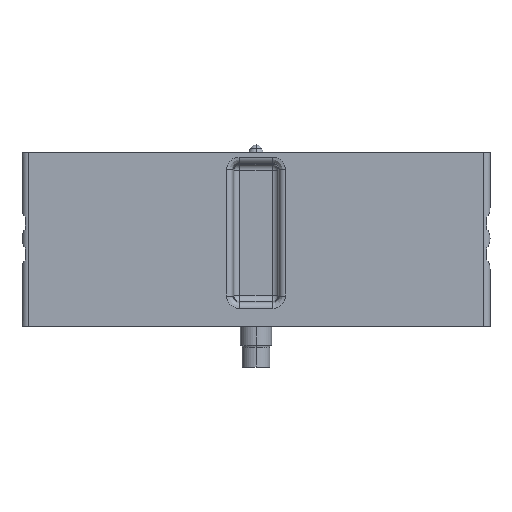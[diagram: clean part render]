
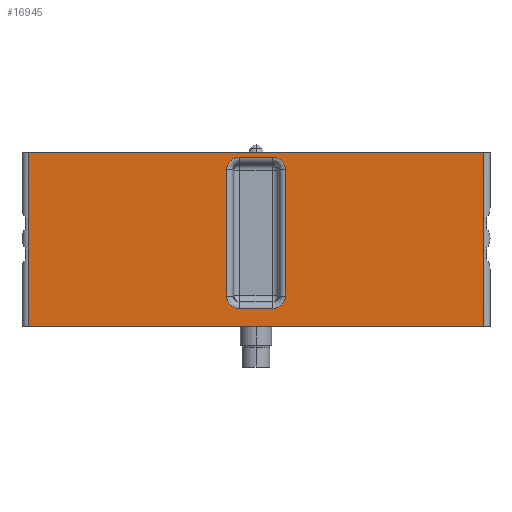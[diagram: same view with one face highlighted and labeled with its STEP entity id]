
A CAD part, front view. The second image highlights one B-rep face of the part: STEP entity #16945.
In plain terms, the highlighted planar face has unit normal (0, -1, 0).
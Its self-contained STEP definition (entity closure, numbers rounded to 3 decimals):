
#5=DIRECTION('',(1.,0.,0.));
#6=VECTOR('',#5,72.89);
#7=CARTESIAN_POINT('',(-36.445,-7.845,0.));
#8=LINE('',#7,#6);
#111=DIRECTION('',(1.,0.,0.));
#112=VECTOR('',#111,72.89);
#113=CARTESIAN_POINT('',(-36.445,-7.845,27.96));
#114=LINE('',#113,#112);
#1081=DIRECTION('',(0.,0.,-1.));
#1082=VECTOR('',#1081,27.96);
#1083=CARTESIAN_POINT('',(36.445,-7.845,27.96));
#1084=LINE('',#1083,#1082);
#1135=CARTESIAN_POINT('',(2.686,-7.845,27.139));
#1136=CARTESIAN_POINT('',(2.756,-7.845,27.139));
#1137=CARTESIAN_POINT('',(2.893,-7.845,27.132));
#1138=CARTESIAN_POINT('',(3.1,-7.845,27.099));
#1139=CARTESIAN_POINT('',(3.303,-7.845,27.045));
#1140=CARTESIAN_POINT('',(3.5,-7.845,26.97));
#1141=CARTESIAN_POINT('',(3.686,-7.845,26.875));
#1142=CARTESIAN_POINT('',(3.861,-7.845,26.762));
#1143=CARTESIAN_POINT('',(4.023,-7.845,26.63));
#1144=CARTESIAN_POINT('',(4.171,-7.845,26.483));
#1145=CARTESIAN_POINT('',(4.302,-7.845,26.32));
#1146=CARTESIAN_POINT('',(4.416,-7.845,26.145));
#1147=CARTESIAN_POINT('',(4.511,-7.845,25.959));
#1148=CARTESIAN_POINT('',(4.586,-7.845,25.763));
#1149=CARTESIAN_POINT('',(4.639,-7.845,25.56));
#1150=CARTESIAN_POINT('',(4.672,-7.845,25.353));
#1151=CARTESIAN_POINT('',(4.679,-7.845,25.215));
#1152=CARTESIAN_POINT('',(4.679,-7.845,25.146));
#1154=DIRECTION('',(1.,0.,0.));
#1155=VECTOR('',#1154,5.373);
#1156=CARTESIAN_POINT('',(-2.686,-7.845,
27.139));
#1157=LINE('',#1156,#1155);
#1158=CARTESIAN_POINT('',(-4.679,-7.845,
25.146));
#1159=CARTESIAN_POINT('',(-4.679,-7.845,
25.216));
#1160=CARTESIAN_POINT('',(-4.672,-7.845,
25.353));
#1161=CARTESIAN_POINT('',(-4.639,-7.845,
25.56));
#1162=CARTESIAN_POINT('',(-4.585,-7.845,
25.763));
#1163=CARTESIAN_POINT('',(-4.51,-7.845,
25.96));
#1164=CARTESIAN_POINT('',(-4.415,-7.845,
26.146));
#1165=CARTESIAN_POINT('',(-4.302,-7.845,
26.321));
#1166=CARTESIAN_POINT('',(-4.17,-7.845,
26.483));
#1167=CARTESIAN_POINT('',(-4.023,-7.845,
26.631));
#1168=CARTESIAN_POINT('',(-3.86,-7.845,
26.762));
#1169=CARTESIAN_POINT('',(-3.685,-7.845,
26.876));
#1170=CARTESIAN_POINT('',(-3.499,-7.845,
26.971));
#1171=CARTESIAN_POINT('',(-3.303,-7.845,
27.046));
#1172=CARTESIAN_POINT('',(-3.1,-7.845,
27.099));
#1173=CARTESIAN_POINT('',(-2.893,-7.845,
27.132));
#1174=CARTESIAN_POINT('',(-2.755,-7.845,
27.139));
#1175=CARTESIAN_POINT('',(-2.686,-7.845,
27.139));
#1177=DIRECTION('',(0.,0.,1.));
#1178=VECTOR('',#1177,20.223);
#1179=CARTESIAN_POINT('',(-4.679,-7.845,
4.924));
#1180=LINE('',#1179,#1178);
#1181=CARTESIAN_POINT('',(-2.686,-7.845,
2.931));
#1182=CARTESIAN_POINT('',(-2.756,-7.845,
2.931));
#1183=CARTESIAN_POINT('',(-2.893,-7.845,
2.938));
#1184=CARTESIAN_POINT('',(-3.1,-7.845,
2.971));
#1185=CARTESIAN_POINT('',(-3.303,-7.845,
3.025));
#1186=CARTESIAN_POINT('',(-3.5,-7.845,
3.1));
#1187=CARTESIAN_POINT('',(-3.686,-7.845,
3.195));
#1188=CARTESIAN_POINT('',(-3.861,-7.845,
3.308));
#1189=CARTESIAN_POINT('',(-4.023,-7.845,
3.44));
#1190=CARTESIAN_POINT('',(-4.171,-7.845,
3.587));
#1191=CARTESIAN_POINT('',(-4.302,-7.845,
3.75));
#1192=CARTESIAN_POINT('',(-4.416,-7.845,
3.925));
#1193=CARTESIAN_POINT('',(-4.511,-7.845,
4.111));
#1194=CARTESIAN_POINT('',(-4.586,-7.845,
4.307));
#1195=CARTESIAN_POINT('',(-4.639,-7.845,
4.51));
#1196=CARTESIAN_POINT('',(-4.672,-7.845,
4.717));
#1197=CARTESIAN_POINT('',(-4.679,-7.845,
4.855));
#1198=CARTESIAN_POINT('',(-4.679,-7.845,
4.924));
#1200=DIRECTION('',(-1.,0.,0.));
#1201=VECTOR('',#1200,5.373);
#1202=CARTESIAN_POINT('',(2.686,-7.845,2.931));
#1203=LINE('',#1202,#1201);
#1204=CARTESIAN_POINT('',(4.679,-7.845,4.924));
#1205=CARTESIAN_POINT('',(4.679,-7.845,4.854));
#1206=CARTESIAN_POINT('',(4.672,-7.845,4.717));
#1207=CARTESIAN_POINT('',(4.639,-7.845,4.51));
#1208=CARTESIAN_POINT('',(4.585,-7.845,4.307));
#1209=CARTESIAN_POINT('',(4.51,-7.845,4.11));
#1210=CARTESIAN_POINT('',(4.415,-7.845,3.924));
#1211=CARTESIAN_POINT('',(4.302,-7.845,3.749));
#1212=CARTESIAN_POINT('',(4.17,-7.845,3.587));
#1213=CARTESIAN_POINT('',(4.023,-7.845,3.439));
#1214=CARTESIAN_POINT('',(3.86,-7.845,3.308));
#1215=CARTESIAN_POINT('',(3.685,-7.845,3.194));
#1216=CARTESIAN_POINT('',(3.499,-7.845,3.099));
#1217=CARTESIAN_POINT('',(3.303,-7.845,3.024));
#1218=CARTESIAN_POINT('',(3.1,-7.845,2.971));
#1219=CARTESIAN_POINT('',(2.893,-7.845,2.938));
#1220=CARTESIAN_POINT('',(2.755,-7.845,2.931));
#1221=CARTESIAN_POINT('',(2.686,-7.845,2.931));
#1223=DIRECTION('',(0.,0.,-1.));
#1224=VECTOR('',#1223,20.223);
#1225=CARTESIAN_POINT('',(4.679,-7.845,25.146));
#1226=LINE('',#1225,#1224);
#1247=DIRECTION('',(0.,0.,-1.));
#1248=VECTOR('',#1247,27.96);
#1249=CARTESIAN_POINT('',(-36.445,-7.845,27.96));
#1250=LINE('',#1249,#1248);
#13485=CARTESIAN_POINT('',(-36.445,-7.845,27.96));
#13486=CARTESIAN_POINT('',(-36.445,-7.845,0.));
#13487=VERTEX_POINT('',#13485);
#13488=VERTEX_POINT('',#13486);
#13502=CARTESIAN_POINT('',(36.445,-7.845,0.));
#13504=VERTEX_POINT('',#13502);
#13505=CARTESIAN_POINT('',(36.445,-7.845,27.96));
#13506=VERTEX_POINT('',#13505);
#15393=VERTEX_POINT('',#1135);
#15394=VERTEX_POINT('',#1152);
#15397=CARTESIAN_POINT('',(4.679,-7.845,
4.924));
#15398=VERTEX_POINT('',#15397);
#15401=VERTEX_POINT('',#1221);
#15403=CARTESIAN_POINT('',(-2.686,-7.845,
2.931));
#15404=VERTEX_POINT('',#15403);
#15407=VERTEX_POINT('',#1198);
#15409=CARTESIAN_POINT('',(-4.679,-7.845,
25.146));
#15410=VERTEX_POINT('',#15409);
#15413=VERTEX_POINT('',#1175);
#16915=CARTESIAN_POINT('',(-37.445,-7.845,0.));
#16916=DIRECTION('',(0.,-1.,0.));
#16917=DIRECTION('',(1.,0.,0.));
#16918=AXIS2_PLACEMENT_3D('',#16915,#16916,#16917);
#16919=PLANE('',#16918);
#16921=ORIENTED_EDGE('',*,*,#16920,.F.);
#16922=ORIENTED_EDGE('',*,*,#16331,.T.);
#16923=ORIENTED_EDGE('',*,*,#16897,.T.);
#16924=ORIENTED_EDGE('',*,*,#16228,.F.);
#16925=EDGE_LOOP('',(#16921,#16922,#16923,#16924));
#16926=FACE_OUTER_BOUND('',#16925,.F.);
#16928=ORIENTED_EDGE('',*,*,#16927,.F.);
#16930=ORIENTED_EDGE('',*,*,#16929,.F.);
#16932=ORIENTED_EDGE('',*,*,#16931,.F.);
#16934=ORIENTED_EDGE('',*,*,#16933,.F.);
#16936=ORIENTED_EDGE('',*,*,#16935,.F.);
#16938=ORIENTED_EDGE('',*,*,#16937,.F.);
#16940=ORIENTED_EDGE('',*,*,#16939,.F.);
#16942=ORIENTED_EDGE('',*,*,#16941,.F.);
#16943=EDGE_LOOP('',(#16928,#16930,#16932,#16934,#16936,#16938,#16940,#16942));
#16944=FACE_BOUND('',#16943,.F.);
#16945=ADVANCED_FACE('',(#16926,#16944),#16919,.T.);
#1153=B_SPLINE_CURVE_WITH_KNOTS('',3,(#1135,#1136,#1137,#1138,#1139,#1140,#1141,
#1142,#1143,#1144,#1145,#1146,#1147,#1148,#1149,#1150,#1151,#1152),
.UNSPECIFIED.,.F.,.F.,(4,1,1,1,1,1,1,1,1,1,1,1,1,1,1,4),(0.,0.067,
0.133,0.2,0.267,0.333,0.4,
0.467,0.533,0.6,0.667,0.733,
0.8,0.867,0.933,1.),.UNSPECIFIED.);
#1176=B_SPLINE_CURVE_WITH_KNOTS('',3,(#1158,#1159,#1160,#1161,#1162,#1163,#1164,
#1165,#1166,#1167,#1168,#1169,#1170,#1171,#1172,#1173,#1174,#1175),
.UNSPECIFIED.,.F.,.F.,(4,1,1,1,1,1,1,1,1,1,1,1,1,1,1,4),(0.,0.067,
0.133,0.2,0.267,0.333,0.4,
0.467,0.533,0.6,0.667,0.733,
0.8,0.867,0.933,1.),.UNSPECIFIED.);
#1199=B_SPLINE_CURVE_WITH_KNOTS('',3,(#1181,#1182,#1183,#1184,#1185,#1186,#1187,
#1188,#1189,#1190,#1191,#1192,#1193,#1194,#1195,#1196,#1197,#1198),
.UNSPECIFIED.,.F.,.F.,(4,1,1,1,1,1,1,1,1,1,1,1,1,1,1,4),(0.,0.067,
0.133,0.2,0.267,0.333,0.4,
0.467,0.533,0.6,0.667,0.733,
0.8,0.867,0.933,1.),.UNSPECIFIED.);
#1222=B_SPLINE_CURVE_WITH_KNOTS('',3,(#1204,#1205,#1206,#1207,#1208,#1209,#1210,
#1211,#1212,#1213,#1214,#1215,#1216,#1217,#1218,#1219,#1220,#1221),
.UNSPECIFIED.,.F.,.F.,(4,1,1,1,1,1,1,1,1,1,1,1,1,1,1,4),(0.,0.067,
0.133,0.2,0.267,0.333,0.4,
0.467,0.533,0.6,0.667,0.733,
0.8,0.867,0.933,1.),.UNSPECIFIED.);
#16228=EDGE_CURVE('',#13488,#13504,#8,.T.);
#16331=EDGE_CURVE('',#13487,#13506,#114,.T.);
#16897=EDGE_CURVE('',#13506,#13504,#1084,.T.);
#16920=EDGE_CURVE('',#13487,#13488,#1250,.T.);
#16927=EDGE_CURVE('',#15393,#15394,#1153,.T.);
#16929=EDGE_CURVE('',#15413,#15393,#1157,.T.);
#16931=EDGE_CURVE('',#15410,#15413,#1176,.T.);
#16933=EDGE_CURVE('',#15407,#15410,#1180,.T.);
#16935=EDGE_CURVE('',#15404,#15407,#1199,.T.);
#16937=EDGE_CURVE('',#15401,#15404,#1203,.T.);
#16939=EDGE_CURVE('',#15398,#15401,#1222,.T.);
#16941=EDGE_CURVE('',#15394,#15398,#1226,.T.);
